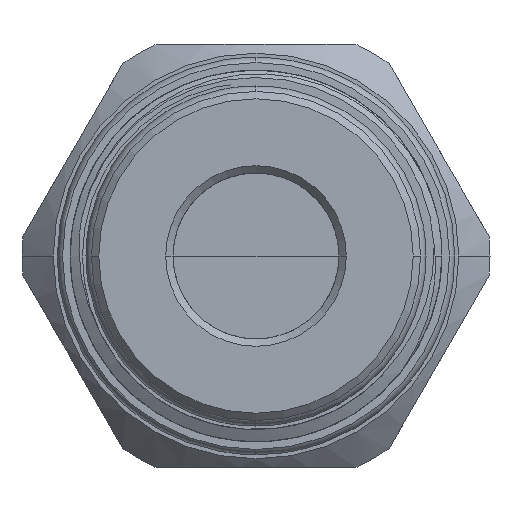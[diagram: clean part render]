
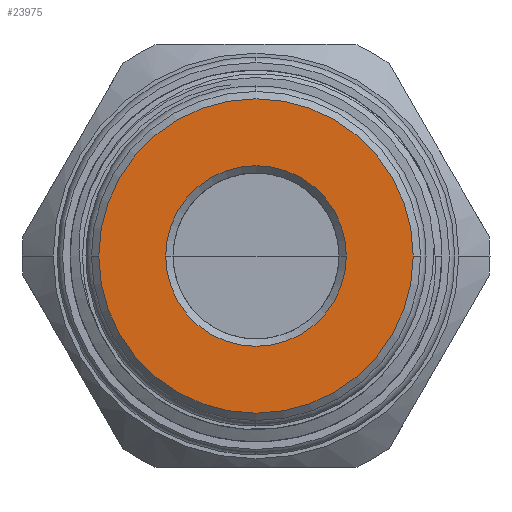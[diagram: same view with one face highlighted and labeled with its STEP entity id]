
A CAD part, left-side view. The second image highlights one B-rep face of the part: STEP entity #23975.
In plain terms, the highlighted planar face has unit normal (-1, 0, 0).
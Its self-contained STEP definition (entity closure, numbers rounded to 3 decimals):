
#129 = DIRECTION ( 'NONE',  ( 1., 0., 0. ) ) ;
#961 = EDGE_LOOP ( 'NONE', ( #2786, #35472 ) ) ;
#2786 = ORIENTED_EDGE ( 'NONE', *, *, #28681, .T. ) ;
#3983 = EDGE_CURVE ( 'NONE', #5620, #15342, #20742, .T. ) ;
#4493 = AXIS2_PLACEMENT_3D ( 'NONE', #13307, #7592, #28272 ) ;
#5620 = VERTEX_POINT ( 'NONE', #28321 ) ;
#6259 = VERTEX_POINT ( 'NONE', #37333 ) ;
#6805 = CARTESIAN_POINT ( 'NONE',  ( -43.75, 10.615, 0. ) ) ;
#7310 = CARTESIAN_POINT ( 'NONE',  ( -43.75, 0., 0. ) ) ;
#7410 = CIRCLE ( 'NONE', #37575, 6.1 ) ;
#7592 = DIRECTION ( 'NONE',  ( 1., 0., 0. ) ) ;
#7748 = CARTESIAN_POINT ( 'NONE',  ( -43.75, 0., 0. ) ) ;
#8014 = CARTESIAN_POINT ( 'NONE',  ( -43.75, 0., 0. ) ) ;
#8449 = EDGE_CURVE ( 'NONE', #6259, #18331, #19618, .T. ) ;
#8536 = DIRECTION ( 'NONE',  ( 0., -1., 0. ) ) ;
#9479 = ORIENTED_EDGE ( 'NONE', *, *, #8449, .F. ) ;
#13307 = CARTESIAN_POINT ( 'NONE',  ( -43.75, 0., 0. ) ) ;
#15141 = AXIS2_PLACEMENT_3D ( 'NONE', #8014, #32180, #8536 ) ;
#15342 = VERTEX_POINT ( 'NONE', #25699 ) ;
#16128 = DIRECTION ( 'NONE',  ( 0., -1., 0. ) ) ;
#16767 = AXIS2_PLACEMENT_3D ( 'NONE', #7748, #19831, #25817 ) ;
#17211 = CIRCLE ( 'NONE', #16767, 10.615 ) ;
#18331 = VERTEX_POINT ( 'NONE', #6805 ) ;
#19618 = CIRCLE ( 'NONE', #4493, 10.615 ) ;
#19831 = DIRECTION ( 'NONE',  ( 1., 0., 0. ) ) ;
#19832 = EDGE_LOOP ( 'NONE', ( #9479, #20138 ) ) ;
#20138 = ORIENTED_EDGE ( 'NONE', *, *, #38006, .F. ) ;
#20742 = CIRCLE ( 'NONE', #15141, 6.1 ) ;
#23911 = CARTESIAN_POINT ( 'NONE',  ( -43.75, 0., 0. ) ) ;
#23975 = ADVANCED_FACE ( 'NONE', ( #26288, #37956 ), #33967, .F. ) ;
#24154 = DIRECTION ( 'NONE',  ( 0., -1., 0. ) ) ;
#25699 = CARTESIAN_POINT ( 'NONE',  ( -43.75, 6.1, 0. ) ) ;
#25817 = DIRECTION ( 'NONE',  ( 0., -1., 0. ) ) ;
#26288 = FACE_BOUND ( 'NONE', #961, .T. ) ;
#26518 = AXIS2_PLACEMENT_3D ( 'NONE', #7310, #37372, #16128 ) ;
#28272 = DIRECTION ( 'NONE',  ( 0., -1., 0. ) ) ;
#28321 = CARTESIAN_POINT ( 'NONE',  ( -43.75, -6.1, 0. ) ) ;
#28681 = EDGE_CURVE ( 'NONE', #15342, #5620, #7410, .T. ) ;
#32180 = DIRECTION ( 'NONE',  ( 1., 0., 0. ) ) ;
#33967 = PLANE ( 'NONE',  #26518 ) ;
#35472 = ORIENTED_EDGE ( 'NONE', *, *, #3983, .T. ) ;
#37333 = CARTESIAN_POINT ( 'NONE',  ( -43.75, -10.615, 0. ) ) ;
#37372 = DIRECTION ( 'NONE',  ( 1., 0., 0. ) ) ;
#37575 = AXIS2_PLACEMENT_3D ( 'NONE', #23911, #129, #24154 ) ;
#37956 = FACE_OUTER_BOUND ( 'NONE', #19832, .T. ) ;
#38006 = EDGE_CURVE ( 'NONE', #18331, #6259, #17211, .T. ) ;
